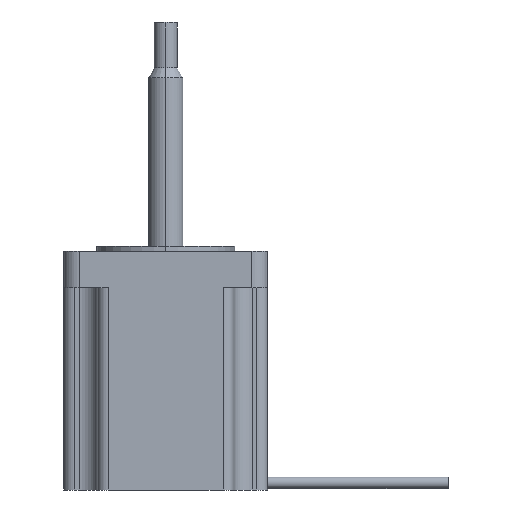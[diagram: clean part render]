
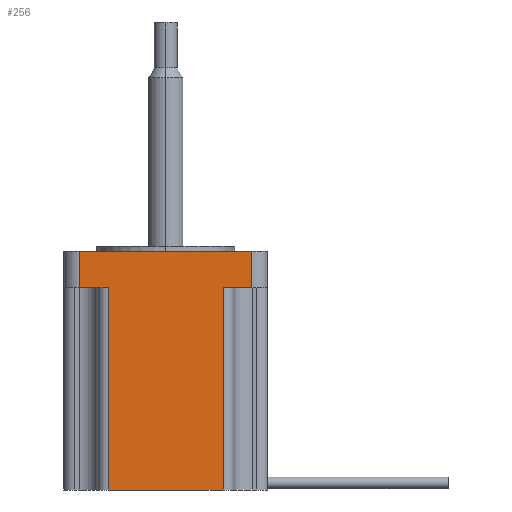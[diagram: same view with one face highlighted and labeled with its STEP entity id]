
A CAD part, left-side view. The second image highlights one B-rep face of the part: STEP entity #256.
In plain terms, the highlighted planar face has unit normal (-1, 0, 0).
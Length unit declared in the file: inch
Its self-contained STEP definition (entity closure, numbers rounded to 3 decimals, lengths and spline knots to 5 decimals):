
#14 = CARTESIAN_POINT ( 'NONE',  ( -1.11, -1.11, -0.3937 ) ) ;
#97 = DIRECTION ( 'NONE',  ( 0., -1., 0. ) ) ;
#136 = CARTESIAN_POINT ( 'NONE',  ( -1.11, -0.94, -0.3937 ) ) ;
#139 = DIRECTION ( 'NONE',  ( 0., -1., 0. ) ) ;
#256 = ADVANCED_FACE ( 'NONE', ( #1683 ), #2237, .T. ) ;
#325 = ORIENTED_EDGE ( 'NONE', *, *, #2957, .T. ) ;
#335 = VERTEX_POINT ( 'NONE', #1493 ) ;
#349 = CARTESIAN_POINT ( 'NONE',  ( -1.11, 0.94, 0. ) ) ;
#362 = EDGE_CURVE ( 'NONE', #1274, #3411, #3109, .T. ) ;
#451 = DIRECTION ( 'NONE',  ( -1., 0., 0. ) ) ;
#556 = ORIENTED_EDGE ( 'NONE', *, *, #797, .T. ) ;
#638 = CARTESIAN_POINT ( 'NONE',  ( -1.11, 1.11, -2.59843 ) ) ;
#644 = EDGE_CURVE ( 'NONE', #889, #3411, #2018, .T. ) ;
#649 = VECTOR ( 'NONE', #868, 39.37008 ) ;
#671 = CARTESIAN_POINT ( 'NONE',  ( -1.11, 0.94, -2.59843 ) ) ;
#683 = CARTESIAN_POINT ( 'NONE',  ( -1.11, 0.62589, -0.3937 ) ) ;
#709 = DIRECTION ( 'NONE',  ( 0., 1., 0. ) ) ;
#730 = DIRECTION ( 'NONE',  ( 0., 0., 1. ) ) ;
#797 = EDGE_CURVE ( 'NONE', #3416, #335, #2667, .T. ) ;
#868 = DIRECTION ( 'NONE',  ( 0., 0., 1. ) ) ;
#889 = VERTEX_POINT ( 'NONE', #349 ) ;
#1002 = VECTOR ( 'NONE', #97, 39.37008 ) ;
#1184 = CARTESIAN_POINT ( 'NONE',  ( -1.11, -0.62589, -0.3937 ) ) ;
#1217 = CARTESIAN_POINT ( 'NONE',  ( -1.11, 0.94, -0.3937 ) ) ;
#1262 = VERTEX_POINT ( 'NONE', #136 ) ;
#1267 = CARTESIAN_POINT ( 'NONE',  ( -1.11, 1.11, -0.3937 ) ) ;
#1274 = VERTEX_POINT ( 'NONE', #683 ) ;
#1328 = DIRECTION ( 'NONE',  ( 0., 1., 0. ) ) ;
#1493 = CARTESIAN_POINT ( 'NONE',  ( -1.11, -0.62589, -0.3937 ) ) ;
#1582 = AXIS2_PLACEMENT_3D ( 'NONE', #2305, #451, #730 ) ;
#1594 = VECTOR ( 'NONE', #1328, 39.37008 ) ;
#1605 = CARTESIAN_POINT ( 'NONE',  ( -1.11, -0.94, 0. ) ) ;
#1665 = LINE ( 'NONE', #638, #1002 ) ;
#1683 = FACE_OUTER_BOUND ( 'NONE', #2917, .T. ) ;
#1711 = CARTESIAN_POINT ( 'NONE',  ( -1.11, -0.62589, -2.59843 ) ) ;
#1810 = ORIENTED_EDGE ( 'NONE', *, *, #362, .F. ) ;
#1824 = VECTOR ( 'NONE', #139, 39.37008 ) ;
#1879 = VECTOR ( 'NONE', #3105, 39.37008 ) ;
#1895 = CARTESIAN_POINT ( 'NONE',  ( -1.11, 0.62589, -2.59843 ) ) ;
#2018 = LINE ( 'NONE', #671, #2614 ) ;
#2056 = CARTESIAN_POINT ( 'NONE',  ( -1.11, 0.62589, -2.59843 ) ) ;
#2104 = EDGE_CURVE ( 'NONE', #3054, #3416, #1665, .T. ) ;
#2122 = LINE ( 'NONE', #14, #1594 ) ;
#2237 = PLANE ( 'NONE',  #1582 ) ;
#2305 = CARTESIAN_POINT ( 'NONE',  ( -1.11, 1.11, -2.59843 ) ) ;
#2321 = EDGE_CURVE ( 'NONE', #1262, #2377, #2373, .T. ) ;
#2373 = LINE ( 'NONE', #3447, #3358 ) ;
#2377 = VERTEX_POINT ( 'NONE', #1605 ) ;
#2388 = DIRECTION ( 'NONE',  ( 0., 0., 1. ) ) ;
#2447 = ORIENTED_EDGE ( 'NONE', *, *, #2104, .T. ) ;
#2468 = ORIENTED_EDGE ( 'NONE', *, *, #2321, .T. ) ;
#2609 = ORIENTED_EDGE ( 'NONE', *, *, #644, .T. ) ;
#2614 = VECTOR ( 'NONE', #3104, 39.37008 ) ;
#2667 = LINE ( 'NONE', #1184, #649 ) ;
#2790 = CARTESIAN_POINT ( 'NONE',  ( -1.11, 1.11, 0. ) ) ;
#2841 = LINE ( 'NONE', #2790, #1824 ) ;
#2917 = EDGE_LOOP ( 'NONE', ( #1810, #325, #2447, #556, #2939, #2468, #3108, #2609 ) ) ;
#2939 = ORIENTED_EDGE ( 'NONE', *, *, #3215, .F. ) ;
#2957 = EDGE_CURVE ( 'NONE', #1274, #3054, #3376, .T. ) ;
#3031 = VECTOR ( 'NONE', #709, 39.37008 ) ;
#3054 = VERTEX_POINT ( 'NONE', #1895 ) ;
#3104 = DIRECTION ( 'NONE',  ( 0., 0., -1. ) ) ;
#3105 = DIRECTION ( 'NONE',  ( 0., 0., -1. ) ) ;
#3108 = ORIENTED_EDGE ( 'NONE', *, *, #3154, .F. ) ;
#3109 = LINE ( 'NONE', #1267, #3031 ) ;
#3154 = EDGE_CURVE ( 'NONE', #889, #2377, #2841, .T. ) ;
#3215 = EDGE_CURVE ( 'NONE', #1262, #335, #2122, .T. ) ;
#3358 = VECTOR ( 'NONE', #2388, 39.37008 ) ;
#3376 = LINE ( 'NONE', #2056, #1879 ) ;
#3411 = VERTEX_POINT ( 'NONE', #1217 ) ;
#3416 = VERTEX_POINT ( 'NONE', #1711 ) ;
#3447 = CARTESIAN_POINT ( 'NONE',  ( -1.11, -0.94, -2.59843 ) ) ;
